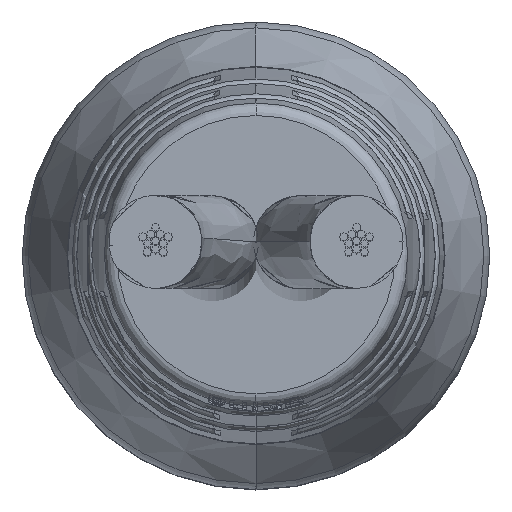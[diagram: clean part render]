
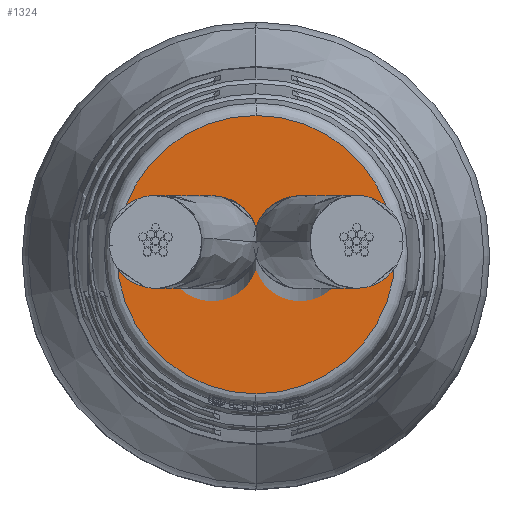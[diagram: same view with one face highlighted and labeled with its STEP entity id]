
A CAD part, top view. The second image highlights one B-rep face of the part: STEP entity #1324.
In plain terms, the highlighted face is planar.
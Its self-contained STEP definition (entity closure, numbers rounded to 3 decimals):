
#529 = ORIENTED_EDGE ( 'NONE', *, *, #13646, .T. ) ;
#951 = CARTESIAN_POINT ( 'NONE',  ( 3., 0., 0. ) ) ;
#1324 = ADVANCED_FACE ( 'NONE', ( #5409 ), #6978, .T. ) ;
#1586 = CARTESIAN_POINT ( 'NONE',  ( 0., 0., 0. ) ) ;
#1775 = DIRECTION ( 'NONE',  ( 0., -1., 0. ) ) ;
#2045 = CARTESIAN_POINT ( 'NONE',  ( 0., 0., 0. ) ) ;
#2492 = DIRECTION ( 'NONE',  ( 0., 0., -1. ) ) ;
#2911 = AXIS2_PLACEMENT_3D ( 'NONE', #1586, #1775, #17701 ) ;
#3452 = DIRECTION ( 'NONE',  ( 0., -1., 0. ) ) ;
#4922 = DIRECTION ( 'NONE',  ( 0., 0., -1. ) ) ;
#5409 = FACE_OUTER_BOUND ( 'NONE', #8151, .T. ) ;
#6978 = PLANE ( 'NONE',  #17613 ) ;
#8151 = EDGE_LOOP ( 'NONE', ( #529, #15160 ) ) ;
#9430 = VERTEX_POINT ( 'NONE', #14447 ) ;
#9771 = DIRECTION ( 'NONE',  ( 0., -1., 0. ) ) ;
#10892 = VERTEX_POINT ( 'NONE', #17775 ) ;
#11220 = CIRCLE ( 'NONE', #16420, 2.768 ) ;
#12686 = EDGE_CURVE ( 'NONE', #10892, #9430, #11220, .T. ) ;
#13646 = EDGE_CURVE ( 'NONE', #9430, #10892, #18521, .T. ) ;
#14447 = CARTESIAN_POINT ( 'NONE',  ( 0., 0., -2.768 ) ) ;
#15160 = ORIENTED_EDGE ( 'NONE', *, *, #12686, .T. ) ;
#16420 = AXIS2_PLACEMENT_3D ( 'NONE', #2045, #3452, #4922 ) ;
#17613 = AXIS2_PLACEMENT_3D ( 'NONE', #951, #9771, #2492 ) ;
#17701 = DIRECTION ( 'NONE',  ( 0., 0., -1. ) ) ;
#17775 = CARTESIAN_POINT ( 'NONE',  ( 0., 0., 2.768 ) ) ;
#18521 = CIRCLE ( 'NONE', #2911, 2.768 ) ;
